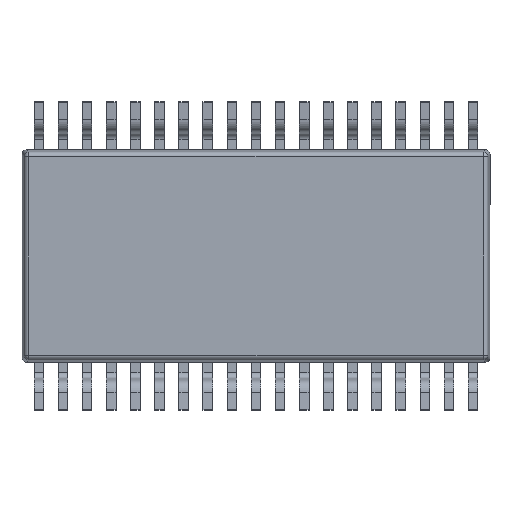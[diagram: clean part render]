
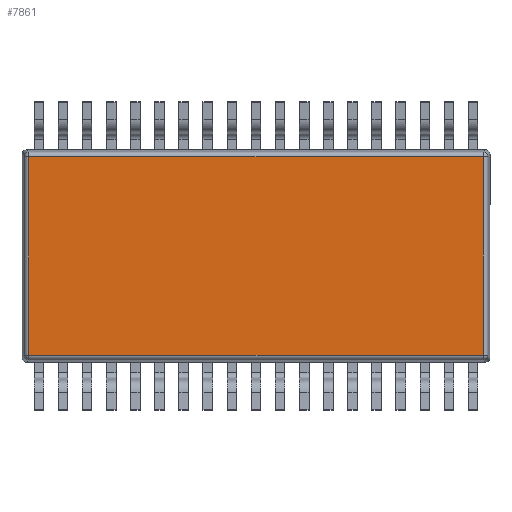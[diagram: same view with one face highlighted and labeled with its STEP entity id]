
A CAD part, front view. The second image highlights one B-rep face of the part: STEP entity #7861.
In plain terms, the highlighted planar face has unit normal (0, -1, 0).
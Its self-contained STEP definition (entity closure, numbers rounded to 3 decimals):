
#303 = CARTESIAN_POINT ( 'NONE',  ( 0., 0.15, 0. ) ) ;
#830 = CARTESIAN_POINT ( 'NONE',  ( -4.706, 0.15, 2.056 ) ) ;
#1638 = FACE_OUTER_BOUND ( 'NONE', #16088, .T. ) ;
#2717 = VECTOR ( 'NONE', #11912, 1000. ) ;
#5354 = CARTESIAN_POINT ( 'NONE',  ( 4.706, 0.15, 2.145 ) ) ;
#5442 = CARTESIAN_POINT ( 'NONE',  ( 4.795, 0.15, -2.056 ) ) ;
#5967 = PLANE ( 'NONE',  #14372 ) ;
#6130 = LINE ( 'NONE', #5442, #15877 ) ;
#6742 = VECTOR ( 'NONE', #15185, 1000. ) ;
#7001 = CARTESIAN_POINT ( 'NONE',  ( -4.706, 0.15, -2.056 ) ) ;
#7420 = DIRECTION ( 'NONE',  ( 0., 0., -1. ) ) ;
#7473 = VECTOR ( 'NONE', #8970, 1000. ) ;
#7700 = ORIENTED_EDGE ( 'NONE', *, *, #9320, .T. ) ;
#7861 = ADVANCED_FACE ( 'NONE', ( #1638 ), #5967, .T. ) ;
#8097 = CARTESIAN_POINT ( 'NONE',  ( 4.706, 0.15, 2.056 ) ) ;
#8970 = DIRECTION ( 'NONE',  ( 0., 0., -1. ) ) ;
#9035 = CARTESIAN_POINT ( 'NONE',  ( -4.706, 0.15, -2.145 ) ) ;
#9267 = VERTEX_POINT ( 'NONE', #8097 ) ;
#9320 = EDGE_CURVE ( 'NONE', #14355, #9267, #10437, .T. ) ;
#9462 = DIRECTION ( 'NONE',  ( 1., 0., 0. ) ) ;
#10316 = LINE ( 'NONE', #16066, #2717 ) ;
#10437 = LINE ( 'NONE', #5354, #6742 ) ;
#11499 = DIRECTION ( 'NONE',  ( 0., -1., 0. ) ) ;
#11912 = DIRECTION ( 'NONE',  ( -1., 0., 0. ) ) ;
#12374 = ORIENTED_EDGE ( 'NONE', *, *, #13084, .T. ) ;
#12578 = EDGE_CURVE ( 'NONE', #9267, #15505, #10316, .T. ) ;
#12848 = ORIENTED_EDGE ( 'NONE', *, *, #13969, .T. ) ;
#12955 = ORIENTED_EDGE ( 'NONE', *, *, #12578, .T. ) ;
#13084 = EDGE_CURVE ( 'NONE', #15505, #16322, #13747, .T. ) ;
#13747 = LINE ( 'NONE', #9035, #7473 ) ;
#13969 = EDGE_CURVE ( 'NONE', #16322, #14355, #6130, .T. ) ;
#14355 = VERTEX_POINT ( 'NONE', #15985 ) ;
#14372 = AXIS2_PLACEMENT_3D ( 'NONE', #303, #11499, #7420 ) ;
#15185 = DIRECTION ( 'NONE',  ( 0., 0., 1. ) ) ;
#15505 = VERTEX_POINT ( 'NONE', #830 ) ;
#15877 = VECTOR ( 'NONE', #9462, 1000. ) ;
#15985 = CARTESIAN_POINT ( 'NONE',  ( 4.706, 0.15, -2.056 ) ) ;
#16066 = CARTESIAN_POINT ( 'NONE',  ( -4.795, 0.15, 2.056 ) ) ;
#16088 = EDGE_LOOP ( 'NONE', ( #12374, #12848, #7700, #12955 ) ) ;
#16322 = VERTEX_POINT ( 'NONE', #7001 ) ;
